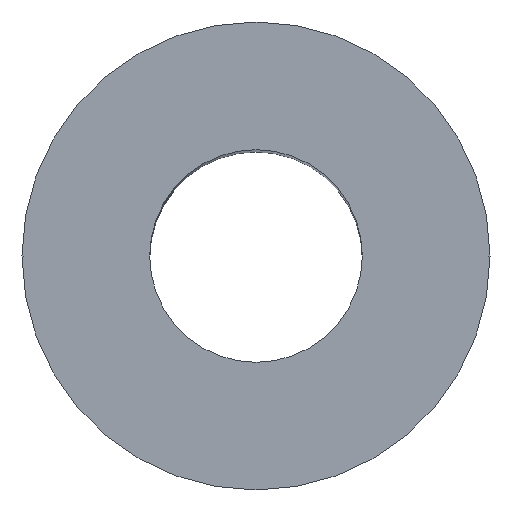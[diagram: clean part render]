
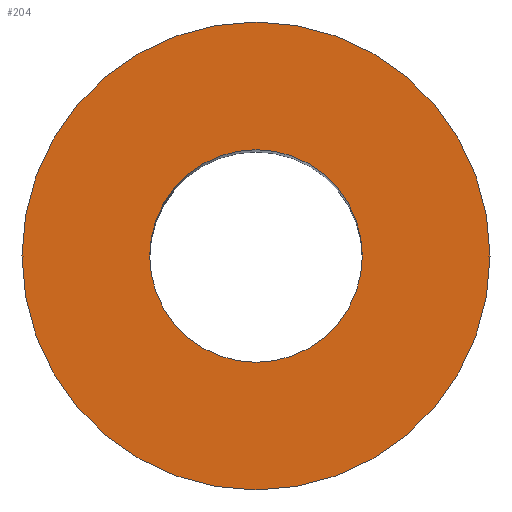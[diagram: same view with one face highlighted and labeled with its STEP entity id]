
A CAD part, top view. The second image highlights one B-rep face of the part: STEP entity #204.
In plain terms, the highlighted planar face has unit normal (0, 0, 1).
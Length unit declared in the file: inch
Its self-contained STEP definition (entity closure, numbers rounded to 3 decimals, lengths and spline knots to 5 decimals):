
#13 = FACE_OUTER_BOUND ( 'NONE', #19, .T. ) ;
#19 = EDGE_LOOP ( 'NONE', ( #51, #223 ) ) ;
#37 = ORIENTED_EDGE ( 'NONE', *, *, #141, .F. ) ;
#39 = VERTEX_POINT ( 'NONE', #282 ) ;
#51 = ORIENTED_EDGE ( 'NONE', *, *, #106, .F. ) ;
#53 = EDGE_LOOP ( 'NONE', ( #173, #37 ) ) ;
#79 = VERTEX_POINT ( 'NONE', #287 ) ;
#85 = CARTESIAN_POINT ( 'NONE',  ( 0.05906, 0., 0.3675 ) ) ;
#89 = AXIS2_PLACEMENT_3D ( 'NONE', #105, #180, #260 ) ;
#97 = CIRCLE ( 'NONE', #101, 0.05906 ) ;
#100 = CARTESIAN_POINT ( 'NONE',  ( 0.13, 0., 0.3675 ) ) ;
#101 = AXIS2_PLACEMENT_3D ( 'NONE', #220, #168, #170 ) ;
#102 = PLANE ( 'NONE',  #224 ) ;
#105 = CARTESIAN_POINT ( 'NONE',  ( 0., 0., 0.3675 ) ) ;
#106 = EDGE_CURVE ( 'NONE', #237, #79, #199, .T. ) ;
#119 = DIRECTION ( 'NONE',  ( -1., 0., 0. ) ) ;
#122 = EDGE_CURVE ( 'NONE', #245, #39, #97, .T. ) ;
#124 = DIRECTION ( 'NONE',  ( 0., 0., -1. ) ) ;
#128 = CARTESIAN_POINT ( 'NONE',  ( 0., 0., 0.3675 ) ) ;
#130 = CARTESIAN_POINT ( 'NONE',  ( 0., 0., 0.3675 ) ) ;
#133 = DIRECTION ( 'NONE',  ( 1., 0., 0. ) ) ;
#138 = AXIS2_PLACEMENT_3D ( 'NONE', #130, #235, #133 ) ;
#141 = EDGE_CURVE ( 'NONE', #39, #245, #261, .T. ) ;
#153 = CARTESIAN_POINT ( 'NONE',  ( 0.13, 0., 0.3675 ) ) ;
#168 = DIRECTION ( 'NONE',  ( 0., 0., 1. ) ) ;
#170 = DIRECTION ( 'NONE',  ( 1., 0., 0. ) ) ;
#173 = ORIENTED_EDGE ( 'NONE', *, *, #122, .F. ) ;
#180 = DIRECTION ( 'NONE',  ( 0., 0., -1. ) ) ;
#195 = CIRCLE ( 'NONE', #207, 0.13 ) ;
#199 = CIRCLE ( 'NONE', #89, 0.13 ) ;
#204 = ADVANCED_FACE ( 'NONE', ( #236, #13 ), #102, .F. ) ;
#207 = AXIS2_PLACEMENT_3D ( 'NONE', #128, #124, #119 ) ;
#215 = DIRECTION ( 'NONE',  ( 0., 0., -1. ) ) ;
#220 = CARTESIAN_POINT ( 'NONE',  ( 0., 0., 0.3675 ) ) ;
#223 = ORIENTED_EDGE ( 'NONE', *, *, #225, .F. ) ;
#224 = AXIS2_PLACEMENT_3D ( 'NONE', #100, #215, #239 ) ;
#225 = EDGE_CURVE ( 'NONE', #79, #237, #195, .T. ) ;
#235 = DIRECTION ( 'NONE',  ( 0., 0., 1. ) ) ;
#236 = FACE_BOUND ( 'NONE', #53, .T. ) ;
#237 = VERTEX_POINT ( 'NONE', #153 ) ;
#239 = DIRECTION ( 'NONE',  ( -1., 0., 0. ) ) ;
#245 = VERTEX_POINT ( 'NONE', #85 ) ;
#260 = DIRECTION ( 'NONE',  ( -1., 0., 0. ) ) ;
#261 = CIRCLE ( 'NONE', #138, 0.05906 ) ;
#282 = CARTESIAN_POINT ( 'NONE',  ( -0.05906, 0., 0.3675 ) ) ;
#287 = CARTESIAN_POINT ( 'NONE',  ( -0.13, 0., 0.3675 ) ) ;
